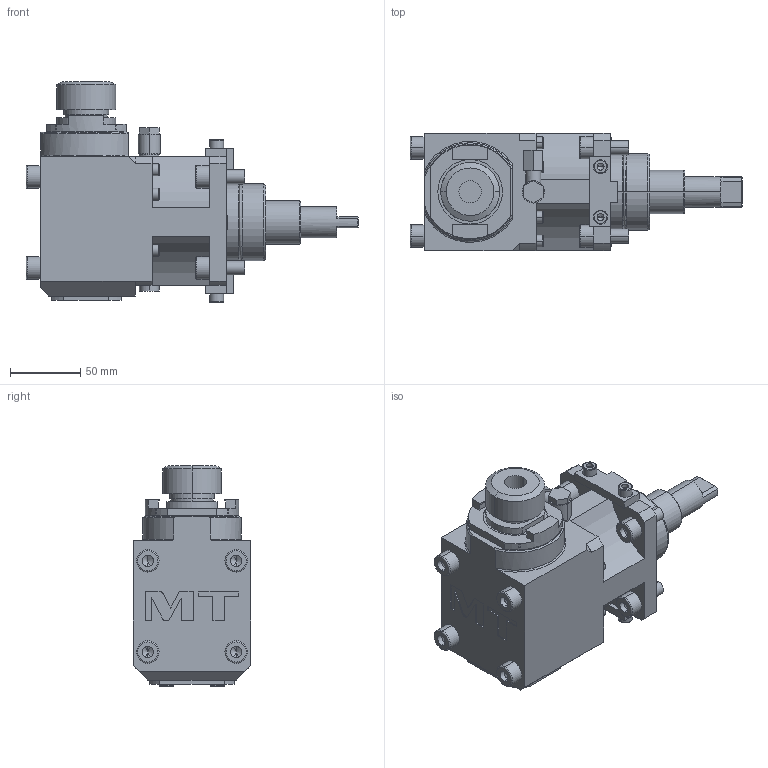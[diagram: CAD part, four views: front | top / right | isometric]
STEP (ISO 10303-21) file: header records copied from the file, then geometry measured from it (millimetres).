
FILE_DESCRIPTION((''),'2;1');
FILE_NAME('0050825L_CONF','2023-06-27T09:28:41',('gvalli'),('M.T. srl'),'CREO PARAMETRIC BY PTC INC, 2021072','CREO PARAMETRIC BY PTC INC, 2021072','');
FILE_SCHEMA(('CONFIG_CONTROL_DESIGN'));
Length unit declared in the file: millimetre
Products named in the file (1): 0050825L_CONF
Bounding box: 236.8 x 84 x 157.36 mm (x, y, z)
Volume: 1195692.6 mm3; surface area: 107143 mm2
Topology: 1 solids, 1 shells, 479 faces, 1127 edges, 693 vertices
Faces by surface type: plane 197, cylinder 182, cone 50, torus 48, extrusion 2
Entity records: 14197 total; most frequent: CARTESIAN_POINT 2960, DIRECTION 2504, ORIENTED_EDGE 2182, EDGE_CURVE 1091, AXIS2_PLACEMENT_3D 966, VERTEX_POINT 693, VECTOR 572, LINE 570
